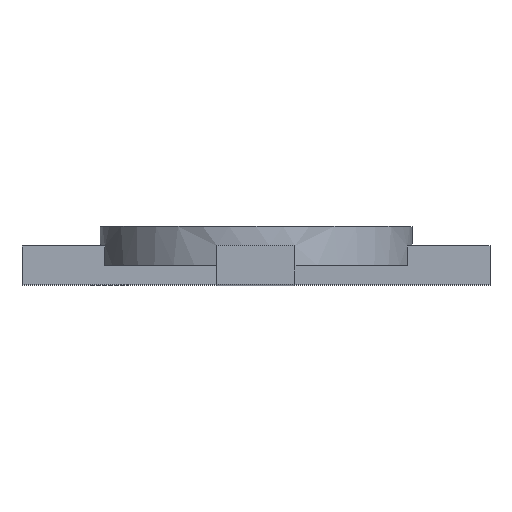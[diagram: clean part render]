
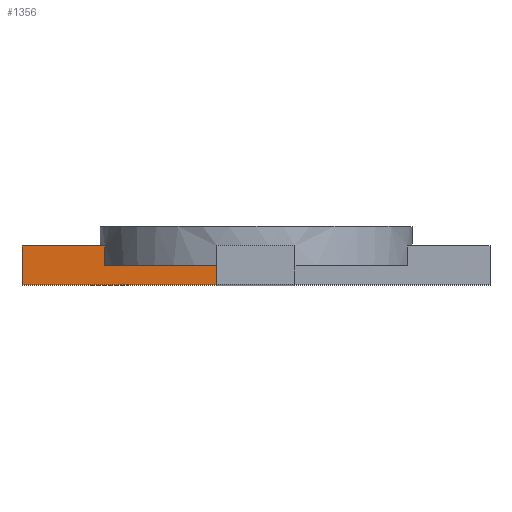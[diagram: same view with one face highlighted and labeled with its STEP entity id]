
A CAD part, top view. The second image highlights one B-rep face of the part: STEP entity #1356.
In plain terms, the highlighted planar face has unit normal (0, 0, 1).
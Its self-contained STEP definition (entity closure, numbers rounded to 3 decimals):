
#33 = CYLINDRICAL_SURFACE('',#34,20.);
#34 = AXIS2_PLACEMENT_3D('',#35,#36,#37);
#35 = CARTESIAN_POINT('',(0.,0.,50.));
#36 = DIRECTION('',(-0.,-1.,0.));
#37 = DIRECTION('',(1.,0.,0.));
#269 = PLANE('',#270);
#270 = AXIS2_PLACEMENT_3D('',#271,#272,#273);
#271 = CARTESIAN_POINT('',(-5.,-2.5,0.));
#272 = DIRECTION('',(1.,0.,0.));
#273 = DIRECTION('',(0.,0.,1.));
#281 = VERTEX_POINT('',#282);
#282 = CARTESIAN_POINT('',(-19.365,0.,55.));
#297 = PLANE('',#298);
#298 = AXIS2_PLACEMENT_3D('',#299,#300,#301);
#299 = CARTESIAN_POINT('',(0.,0.,50.));
#300 = DIRECTION('',(0.,1.,0.));
#301 = DIRECTION('',(1.,0.,0.));
#309 = EDGE_CURVE('',#310,#281,#312,.T.);
#310 = VERTEX_POINT('',#311);
#311 = CARTESIAN_POINT('',(-19.365,2.5,55.));
#312 = SURFACE_CURVE('',#313,(#317,#323),.PCURVE_S1.);
#313 = LINE('',#314,#315);
#314 = CARTESIAN_POINT('',(-19.365,0.,55.));
#315 = VECTOR('',#316,1.);
#316 = DIRECTION('',(-0.,-1.,0.));
#317 = PCURVE('',#33,#318);
#318 = DEFINITIONAL_REPRESENTATION('',(#319),#322);
#319 = B_SPLINE_CURVE_WITH_KNOTS('',1,(#320,#321),.UNSPECIFIED.,.F.,.F.,
  (2,2),(-3.,0.),.PIECEWISE_BEZIER_KNOTS.);
#320 = CARTESIAN_POINT('',(-3.394,-3.));
#321 = CARTESIAN_POINT('',(-3.394,0.));
#322 = ( GEOMETRIC_REPRESENTATION_CONTEXT(2) 
PARAMETRIC_REPRESENTATION_CONTEXT() REPRESENTATION_CONTEXT('2D SPACE',''
  ) );
#323 = PCURVE('',#324,#329);
#324 = PLANE('',#325);
#325 = AXIS2_PLACEMENT_3D('',#326,#327,#328);
#326 = CARTESIAN_POINT('',(-30.,-2.5,55.));
#327 = DIRECTION('',(0.,0.,1.));
#328 = DIRECTION('',(1.,0.,0.));
#329 = DEFINITIONAL_REPRESENTATION('',(#330),#333);
#330 = B_SPLINE_CURVE_WITH_KNOTS('',1,(#331,#332),.UNSPECIFIED.,.F.,.F.,
  (2,2),(-3.,0.),.PIECEWISE_BEZIER_KNOTS.);
#331 = CARTESIAN_POINT('',(10.635,5.5));
#332 = CARTESIAN_POINT('',(10.635,2.5));
#333 = ( GEOMETRIC_REPRESENTATION_CONTEXT(2) 
PARAMETRIC_REPRESENTATION_CONTEXT() REPRESENTATION_CONTEXT('2D SPACE',''
  ) );
#352 = PLANE('',#353);
#353 = AXIS2_PLACEMENT_3D('',#354,#355,#356);
#354 = CARTESIAN_POINT('',(-5.,2.5,0.));
#355 = DIRECTION('',(0.,1.,0.));
#356 = DIRECTION('',(0.,0.,1.));
#659 = PLANE('',#660);
#660 = AXIS2_PLACEMENT_3D('',#661,#662,#663);
#661 = CARTESIAN_POINT('',(-5.,2.5,0.));
#662 = DIRECTION('',(0.,1.,0.));
#663 = DIRECTION('',(0.,0.,1.));
#708 = PLANE('',#709);
#709 = AXIS2_PLACEMENT_3D('',#710,#711,#712);
#710 = CARTESIAN_POINT('',(-5.,-2.5,0.));
#711 = DIRECTION('',(0.,1.,0.));
#712 = DIRECTION('',(0.,0.,1.));
#777 = CYLINDRICAL_SURFACE('',#778,10.);
#778 = AXIS2_PLACEMENT_3D('',#779,#780,#781);
#779 = CARTESIAN_POINT('',(0.,0.,50.));
#780 = DIRECTION('',(-0.,-1.,0.));
#781 = DIRECTION('',(1.,0.,0.));
#1230 = PLANE('',#1231);
#1231 = AXIS2_PLACEMENT_3D('',#1232,#1233,#1234);
#1232 = CARTESIAN_POINT('',(-30.,-2.5,45.));
#1233 = DIRECTION('',(1.,0.,0.));
#1234 = DIRECTION('',(0.,0.,1.));
#1314 = VERTEX_POINT('',#1315);
#1315 = CARTESIAN_POINT('',(-30.,2.5,55.));
#1336 = EDGE_CURVE('',#1314,#310,#1337,.T.);
#1337 = SURFACE_CURVE('',#1338,(#1342,#1349),.PCURVE_S1.);
#1338 = LINE('',#1339,#1340);
#1339 = CARTESIAN_POINT('',(-30.,2.5,55.));
#1340 = VECTOR('',#1341,1.);
#1341 = DIRECTION('',(1.,0.,0.));
#1342 = PCURVE('',#352,#1343);
#1343 = DEFINITIONAL_REPRESENTATION('',(#1344),#1348);
#1344 = LINE('',#1345,#1346);
#1345 = CARTESIAN_POINT('',(55.,-25.));
#1346 = VECTOR('',#1347,1.);
#1347 = DIRECTION('',(0.,1.));
#1348 = ( GEOMETRIC_REPRESENTATION_CONTEXT(2) 
PARAMETRIC_REPRESENTATION_CONTEXT() REPRESENTATION_CONTEXT('2D SPACE',''
  ) );
#1349 = PCURVE('',#324,#1350);
#1350 = DEFINITIONAL_REPRESENTATION('',(#1351),#1355);
#1351 = LINE('',#1352,#1353);
#1352 = CARTESIAN_POINT('',(0.,5.));
#1353 = VECTOR('',#1354,1.);
#1354 = DIRECTION('',(1.,0.));
#1355 = ( GEOMETRIC_REPRESENTATION_CONTEXT(2) 
PARAMETRIC_REPRESENTATION_CONTEXT() REPRESENTATION_CONTEXT('2D SPACE',''
  ) );
#1356 = ADVANCED_FACE('',(#1357),#324,.T.);
#1357 = FACE_BOUND('',#1358,.T.);
#1358 = EDGE_LOOP('',(#1359,#1360,#1383,#1406,#1427,#1450,#1471,#1490));
#1359 = ORIENTED_EDGE('',*,*,#1336,.F.);
#1360 = ORIENTED_EDGE('',*,*,#1361,.F.);
#1361 = EDGE_CURVE('',#1362,#1314,#1364,.T.);
#1362 = VERTEX_POINT('',#1363);
#1363 = CARTESIAN_POINT('',(-30.,-2.5,55.));
#1364 = SURFACE_CURVE('',#1365,(#1369,#1376),.PCURVE_S1.);
#1365 = LINE('',#1366,#1367);
#1366 = CARTESIAN_POINT('',(-30.,-2.5,55.));
#1367 = VECTOR('',#1368,1.);
#1368 = DIRECTION('',(0.,1.,0.));
#1369 = PCURVE('',#324,#1370);
#1370 = DEFINITIONAL_REPRESENTATION('',(#1371),#1375);
#1371 = LINE('',#1372,#1373);
#1372 = CARTESIAN_POINT('',(0.,0.));
#1373 = VECTOR('',#1374,1.);
#1374 = DIRECTION('',(0.,1.));
#1375 = ( GEOMETRIC_REPRESENTATION_CONTEXT(2) 
PARAMETRIC_REPRESENTATION_CONTEXT() REPRESENTATION_CONTEXT('2D SPACE',''
  ) );
#1376 = PCURVE('',#1230,#1377);
#1377 = DEFINITIONAL_REPRESENTATION('',(#1378),#1382);
#1378 = LINE('',#1379,#1380);
#1379 = CARTESIAN_POINT('',(10.,0.));
#1380 = VECTOR('',#1381,1.);
#1381 = DIRECTION('',(0.,-1.));
#1382 = ( GEOMETRIC_REPRESENTATION_CONTEXT(2) 
PARAMETRIC_REPRESENTATION_CONTEXT() REPRESENTATION_CONTEXT('2D SPACE',''
  ) );
#1383 = ORIENTED_EDGE('',*,*,#1384,.T.);
#1384 = EDGE_CURVE('',#1362,#1385,#1387,.T.);
#1385 = VERTEX_POINT('',#1386);
#1386 = CARTESIAN_POINT('',(-5.,-2.5,55.));
#1387 = SURFACE_CURVE('',#1388,(#1392,#1399),.PCURVE_S1.);
#1388 = LINE('',#1389,#1390);
#1389 = CARTESIAN_POINT('',(-30.,-2.5,55.));
#1390 = VECTOR('',#1391,1.);
#1391 = DIRECTION('',(1.,0.,0.));
#1392 = PCURVE('',#324,#1393);
#1393 = DEFINITIONAL_REPRESENTATION('',(#1394),#1398);
#1394 = LINE('',#1395,#1396);
#1395 = CARTESIAN_POINT('',(0.,0.));
#1396 = VECTOR('',#1397,1.);
#1397 = DIRECTION('',(1.,0.));
#1398 = ( GEOMETRIC_REPRESENTATION_CONTEXT(2) 
PARAMETRIC_REPRESENTATION_CONTEXT() REPRESENTATION_CONTEXT('2D SPACE',''
  ) );
#1399 = PCURVE('',#708,#1400);
#1400 = DEFINITIONAL_REPRESENTATION('',(#1401),#1405);
#1401 = LINE('',#1402,#1403);
#1402 = CARTESIAN_POINT('',(55.,-25.));
#1403 = VECTOR('',#1404,1.);
#1404 = DIRECTION('',(0.,1.));
#1405 = ( GEOMETRIC_REPRESENTATION_CONTEXT(2) 
PARAMETRIC_REPRESENTATION_CONTEXT() REPRESENTATION_CONTEXT('2D SPACE',''
  ) );
#1406 = ORIENTED_EDGE('',*,*,#1407,.F.);
#1407 = EDGE_CURVE('',#1408,#1385,#1410,.T.);
#1408 = VERTEX_POINT('',#1409);
#1409 = CARTESIAN_POINT('',(-5.,2.5,55.));
#1410 = SURFACE_CURVE('',#1411,(#1415,#1421),.PCURVE_S1.);
#1411 = LINE('',#1412,#1413);
#1412 = CARTESIAN_POINT('',(-5.,-2.5,55.));
#1413 = VECTOR('',#1414,1.);
#1414 = DIRECTION('',(0.,-1.,0.));
#1415 = PCURVE('',#324,#1416);
#1416 = DEFINITIONAL_REPRESENTATION('',(#1417),#1420);
#1417 = B_SPLINE_CURVE_WITH_KNOTS('',1,(#1418,#1419),.UNSPECIFIED.,.F.,
  .F.,(2,2),(-5.,0.),.PIECEWISE_BEZIER_KNOTS.);
#1418 = CARTESIAN_POINT('',(25.,5.));
#1419 = CARTESIAN_POINT('',(25.,0.));
#1420 = ( GEOMETRIC_REPRESENTATION_CONTEXT(2) 
PARAMETRIC_REPRESENTATION_CONTEXT() REPRESENTATION_CONTEXT('2D SPACE',''
  ) );
#1421 = PCURVE('',#269,#1422);
#1422 = DEFINITIONAL_REPRESENTATION('',(#1423),#1426);
#1423 = B_SPLINE_CURVE_WITH_KNOTS('',1,(#1424,#1425),.UNSPECIFIED.,.F.,
  .F.,(2,2),(-5.,0.),.PIECEWISE_BEZIER_KNOTS.);
#1424 = CARTESIAN_POINT('',(55.,-5.));
#1425 = CARTESIAN_POINT('',(55.,0.));
#1426 = ( GEOMETRIC_REPRESENTATION_CONTEXT(2) 
PARAMETRIC_REPRESENTATION_CONTEXT() REPRESENTATION_CONTEXT('2D SPACE',''
  ) );
#1427 = ORIENTED_EDGE('',*,*,#1428,.F.);
#1428 = EDGE_CURVE('',#1429,#1408,#1431,.T.);
#1429 = VERTEX_POINT('',#1430);
#1430 = CARTESIAN_POINT('',(-8.66,2.5,55.));
#1431 = SURFACE_CURVE('',#1432,(#1436,#1443),.PCURVE_S1.);
#1432 = LINE('',#1433,#1434);
#1433 = CARTESIAN_POINT('',(-30.,2.5,55.));
#1434 = VECTOR('',#1435,1.);
#1435 = DIRECTION('',(1.,0.,0.));
#1436 = PCURVE('',#324,#1437);
#1437 = DEFINITIONAL_REPRESENTATION('',(#1438),#1442);
#1438 = LINE('',#1439,#1440);
#1439 = CARTESIAN_POINT('',(0.,5.));
#1440 = VECTOR('',#1441,1.);
#1441 = DIRECTION('',(1.,0.));
#1442 = ( GEOMETRIC_REPRESENTATION_CONTEXT(2) 
PARAMETRIC_REPRESENTATION_CONTEXT() REPRESENTATION_CONTEXT('2D SPACE',''
  ) );
#1443 = PCURVE('',#659,#1444);
#1444 = DEFINITIONAL_REPRESENTATION('',(#1445),#1449);
#1445 = LINE('',#1446,#1447);
#1446 = CARTESIAN_POINT('',(55.,-25.));
#1447 = VECTOR('',#1448,1.);
#1448 = DIRECTION('',(0.,1.));
#1449 = ( GEOMETRIC_REPRESENTATION_CONTEXT(2) 
PARAMETRIC_REPRESENTATION_CONTEXT() REPRESENTATION_CONTEXT('2D SPACE',''
  ) );
#1450 = ORIENTED_EDGE('',*,*,#1451,.T.);
#1451 = EDGE_CURVE('',#1429,#1452,#1454,.T.);
#1452 = VERTEX_POINT('',#1453);
#1453 = CARTESIAN_POINT('',(-8.66,0.,55.));
#1454 = SURFACE_CURVE('',#1455,(#1459,#1465),.PCURVE_S1.);
#1455 = LINE('',#1456,#1457);
#1456 = CARTESIAN_POINT('',(-8.66,0.,55.));
#1457 = VECTOR('',#1458,1.);
#1458 = DIRECTION('',(-0.,-1.,0.));
#1459 = PCURVE('',#324,#1460);
#1460 = DEFINITIONAL_REPRESENTATION('',(#1461),#1464);
#1461 = B_SPLINE_CURVE_WITH_KNOTS('',1,(#1462,#1463),.UNSPECIFIED.,.F.,
  .F.,(2,2),(-3.,0.),.PIECEWISE_BEZIER_KNOTS.);
#1462 = CARTESIAN_POINT('',(21.34,5.5));
#1463 = CARTESIAN_POINT('',(21.34,2.5));
#1464 = ( GEOMETRIC_REPRESENTATION_CONTEXT(2) 
PARAMETRIC_REPRESENTATION_CONTEXT() REPRESENTATION_CONTEXT('2D SPACE',''
  ) );
#1465 = PCURVE('',#777,#1466);
#1466 = DEFINITIONAL_REPRESENTATION('',(#1467),#1470);
#1467 = B_SPLINE_CURVE_WITH_KNOTS('',1,(#1468,#1469),.UNSPECIFIED.,.F.,
  .F.,(2,2),(-3.,0.),.PIECEWISE_BEZIER_KNOTS.);
#1468 = CARTESIAN_POINT('',(-3.665,-3.));
#1469 = CARTESIAN_POINT('',(-3.665,0.));
#1470 = ( GEOMETRIC_REPRESENTATION_CONTEXT(2) 
PARAMETRIC_REPRESENTATION_CONTEXT() REPRESENTATION_CONTEXT('2D SPACE',''
  ) );
#1471 = ORIENTED_EDGE('',*,*,#1472,.T.);
#1472 = EDGE_CURVE('',#1452,#281,#1473,.T.);
#1473 = SURFACE_CURVE('',#1474,(#1478,#1484),.PCURVE_S1.);
#1474 = LINE('',#1475,#1476);
#1475 = CARTESIAN_POINT('',(-15.,0.,55.));
#1476 = VECTOR('',#1477,1.);
#1477 = DIRECTION('',(-1.,0.,0.));
#1478 = PCURVE('',#324,#1479);
#1479 = DEFINITIONAL_REPRESENTATION('',(#1480),#1483);
#1480 = B_SPLINE_CURVE_WITH_KNOTS('',1,(#1481,#1482),.UNSPECIFIED.,.F.,
  .F.,(2,2),(-10.,5.),.PIECEWISE_BEZIER_KNOTS.);
#1481 = CARTESIAN_POINT('',(25.,2.5));
#1482 = CARTESIAN_POINT('',(10.,2.5));
#1483 = ( GEOMETRIC_REPRESENTATION_CONTEXT(2) 
PARAMETRIC_REPRESENTATION_CONTEXT() REPRESENTATION_CONTEXT('2D SPACE',''
  ) );
#1484 = PCURVE('',#297,#1485);
#1485 = DEFINITIONAL_REPRESENTATION('',(#1486),#1489);
#1486 = B_SPLINE_CURVE_WITH_KNOTS('',1,(#1487,#1488),.UNSPECIFIED.,.F.,
  .F.,(2,2),(-10.,5.),.PIECEWISE_BEZIER_KNOTS.);
#1487 = CARTESIAN_POINT('',(-5.,-5.));
#1488 = CARTESIAN_POINT('',(-20.,-5.));
#1489 = ( GEOMETRIC_REPRESENTATION_CONTEXT(2) 
PARAMETRIC_REPRESENTATION_CONTEXT() REPRESENTATION_CONTEXT('2D SPACE',''
  ) );
#1490 = ORIENTED_EDGE('',*,*,#309,.F.);
